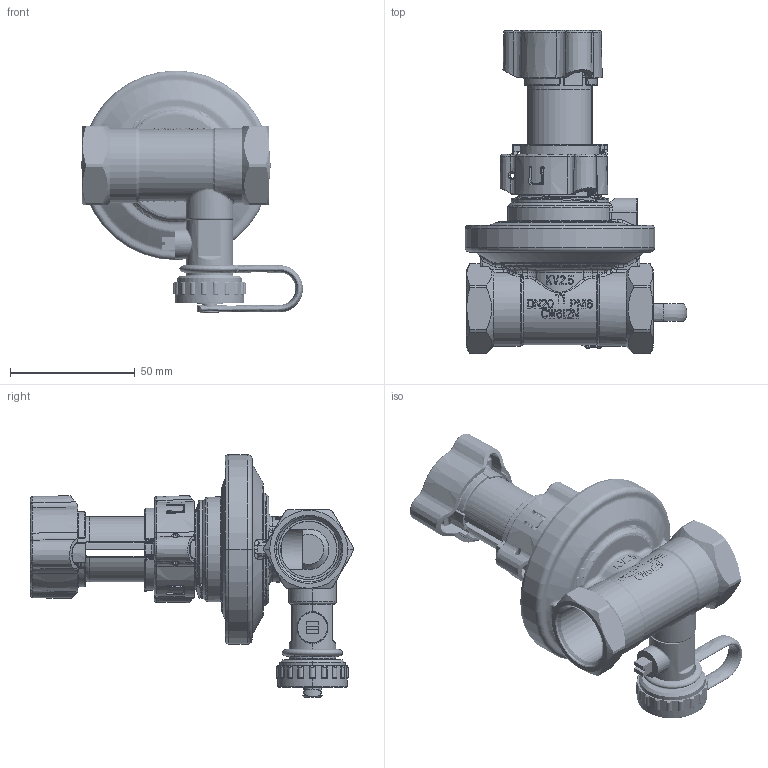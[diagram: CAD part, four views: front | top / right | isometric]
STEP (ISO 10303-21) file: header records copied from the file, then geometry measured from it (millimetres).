
FILE_DESCRIPTION((''),'2;1');
FILE_NAME('89077050_ASM','2016-10-05T',('U258099'),('Danfoss'),'CREO PARAMETRIC BY PTC INC, 2014440','CREO PARAMETRIC BY PTC INC, 2014440','');
FILE_SCHEMA(('CONFIG_CONTROL_DESIGN'));
Length unit declared in the file: millimetre
Products named in the file (13): 89075120; 89075220; 89076110; 89076510; 89076290_INST; 89076570_ASM; 89076710; PIPA; POKROVCEK; GUMI_POVEZAVA; O_RING_10_8X1_5; DRAINKOK_ASM; 89077050_ASM
Assembly tree (12 placements, depth 3):
  89077050_ASM
    89075120
    89075220
    89076570_ASM
      89076110
      89076510
      89076290_INST
    89076710
    DRAINKOK_ASM
      PIPA
      POKROVCEK
      GUMI_POVEZAVA
      O_RING_10_8X1_5
Bounding box: 88.88 x 129.51 x 97.4 mm (x, y, z)
Volume: 115186.6 mm3; surface area: 90695.8 mm2
Topology: 10 solids, 21 shells, 4536 faces, 11760 edges, 7323 vertices
Faces by surface type: bspline 1747, plane 951, cylinder 683, torus 456, extrusion 387, cone 270, sphere 39, revolution 3
Entity records: 453145 total; most frequent: CARTESIAN_POINT 358286, ORIENTED_EDGE 23425, DIRECTION 13974, EDGE_CURVE 11744, VERTEX_POINT 7323, B_SPLINE_CURVE_WITH_KNOTS 6304, AXIS2_PLACEMENT_3D 5311, EDGE_LOOP 4666
